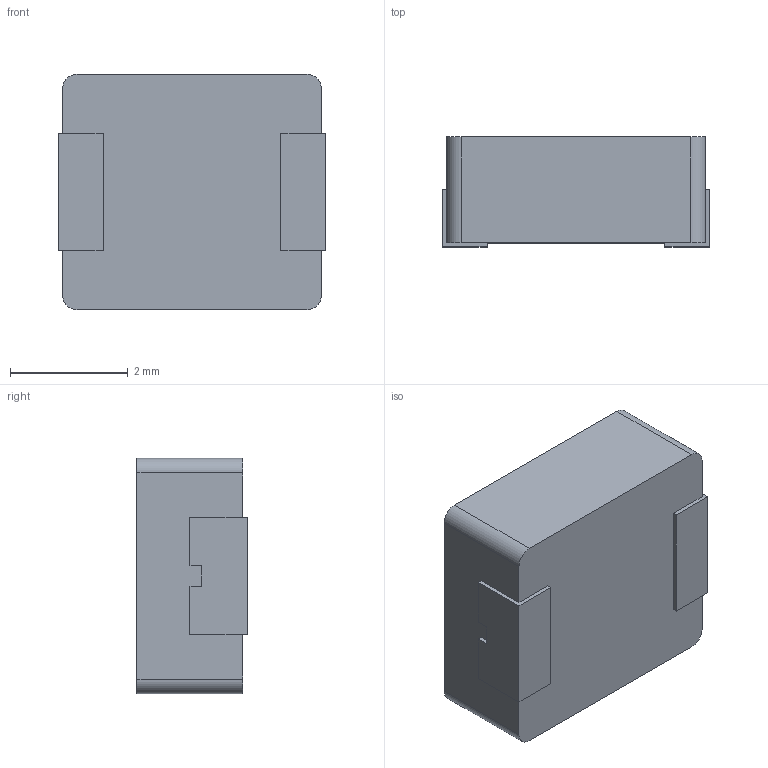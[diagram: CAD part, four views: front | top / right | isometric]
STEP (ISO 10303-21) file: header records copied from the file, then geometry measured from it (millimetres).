
FILE_DESCRIPTION (( 'STEP AP214' ), '1' );
FILE_NAME ('AMDLA4020S.STEP', '2019-07-16T09:58:10', ( '' ), ( '' ), 'SwSTEP 2.0', 'SolidWorks 2018', '' );
FILE_SCHEMA (( 'AUTOMOTIVE_DESIGN' ));
Length unit declared in the file: millimetre
Products named in the file (1): AMDLA4020S
Bounding box: 4.54 x 1.87 x 4 mm (x, y, z)
Volume: 32 mm3; surface area: 84.9 mm2
Topology: 3 solids, 3 shells, 176 faces, 462 edges, 308 vertices
Faces by surface type: plane 126, bspline 46, cylinder 4
Entity records: 9794 total; most frequent: CARTESIAN_POINT 4113, ORIENTED_EDGE 924, DIRECTION 640, EDGE_CURVE 462, VECTOR 362, LINE 362, VERTEX_POINT 308, EDGE_LOOP 192
